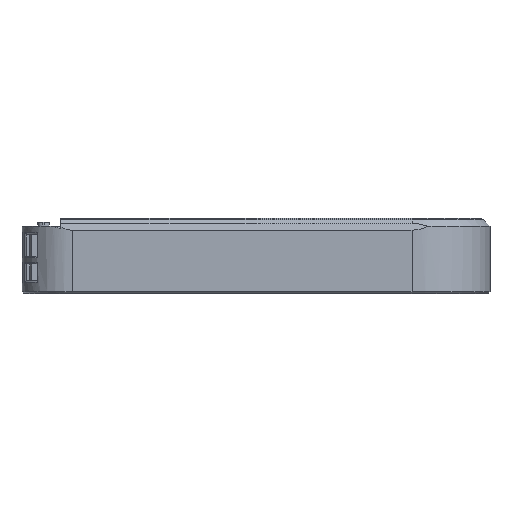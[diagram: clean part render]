
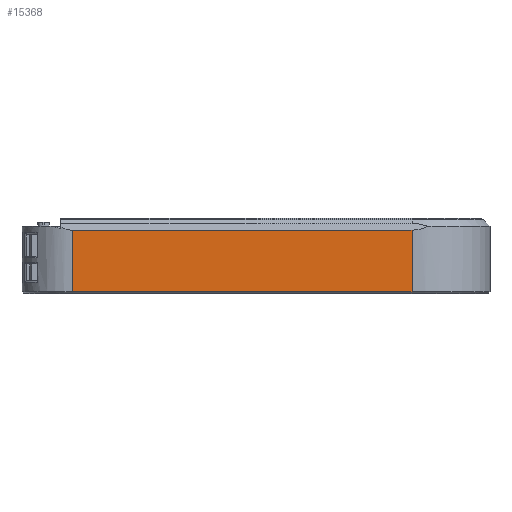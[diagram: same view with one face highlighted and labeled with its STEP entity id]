
A CAD part, left-side view. The second image highlights one B-rep face of the part: STEP entity #15368.
In plain terms, the highlighted planar face has unit normal (-1, 0, 0).
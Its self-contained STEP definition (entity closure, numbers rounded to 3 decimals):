
#836=FACE_OUTER_BOUND('',#1682,.T.);
#1682=EDGE_LOOP('',(#13181,#13182,#13183,#13184));
#3669=LINE('',#24117,#5612);
#3855=LINE('',#24640,#5798);
#3865=LINE('',#24664,#5808);
#3866=LINE('',#24665,#5809);
#5612=VECTOR('',#19262,10.);
#5798=VECTOR('',#19820,10.);
#5808=VECTOR('',#19850,10.);
#5809=VECTOR('',#19851,10.);
#7286=VERTEX_POINT('',#24114);
#7287=VERTEX_POINT('',#24116);
#7328=VERTEX_POINT('',#24638);
#7332=VERTEX_POINT('',#24663);
#9168=EDGE_CURVE('',#7286,#7287,#3669,.T.);
#9400=EDGE_CURVE('',#7328,#7286,#3855,.T.);
#9412=EDGE_CURVE('',#7332,#7328,#3865,.T.);
#9413=EDGE_CURVE('',#7287,#7332,#3866,.T.);
#13181=ORIENTED_EDGE('',*,*,#9400,.F.);
#13182=ORIENTED_EDGE('',*,*,#9412,.F.);
#13183=ORIENTED_EDGE('',*,*,#9413,.F.);
#13184=ORIENTED_EDGE('',*,*,#9168,.F.);
#14680=PLANE('',#16350);
#15368=ADVANCED_FACE('',(#836),#14680,.T.);
#16350=AXIS2_PLACEMENT_3D('',#24662,#19848,#19849);
#19262=DIRECTION('',(0.,0.,1.));
#19820=DIRECTION('',(0.,1.,0.));
#19848=DIRECTION('center_axis',(-1.,0.,0.));
#19849=DIRECTION('ref_axis',(0.,1.,0.));
#19850=DIRECTION('',(0.,0.,-1.));
#19851=DIRECTION('',(0.,-1.,0.));
#24114=CARTESIAN_POINT('',(-64.,57.,-1.55));
#24116=CARTESIAN_POINT('',(-64.,57.,14.3));
#24117=CARTESIAN_POINT('',(-64.,57.,0.));
#24638=CARTESIAN_POINT('',(-64.,-30.,-1.55));
#24640=CARTESIAN_POINT('',(-64.,-15.,-1.55));
#24662=CARTESIAN_POINT('Origin',(-64.,-30.,0.));
#24663=CARTESIAN_POINT('',(-64.,-30.,14.3));
#24664=CARTESIAN_POINT('',(-64.,-30.,0.));
#24665=CARTESIAN_POINT('',(-64.,-22.5,14.3));
